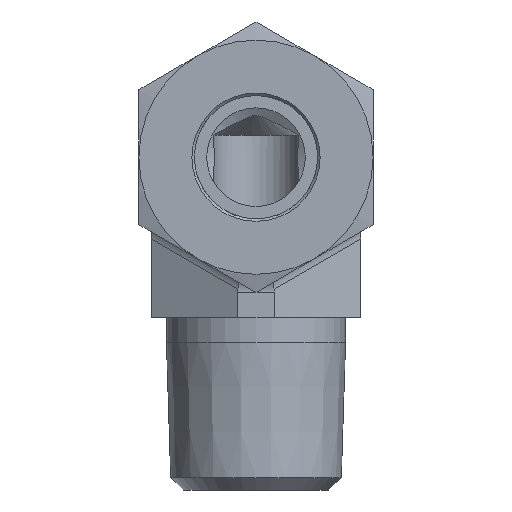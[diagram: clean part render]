
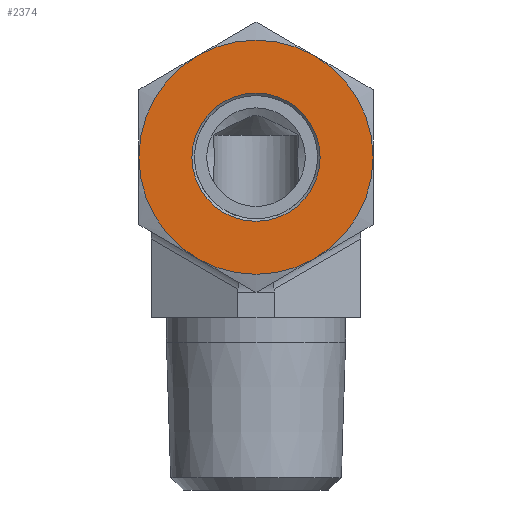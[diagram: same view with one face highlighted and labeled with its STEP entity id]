
A CAD part, front view. The second image highlights one B-rep face of the part: STEP entity #2374.
In plain terms, the highlighted face is planar.
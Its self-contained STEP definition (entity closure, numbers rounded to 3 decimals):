
#2278=CARTESIAN_POINT('',(5.2,0.,15.5));
#2279=VERTEX_POINT('',#2278);
#2280=CARTESIAN_POINT('',(0.0,0.0,15.5));
#2281=DIRECTION('',(0.0,0.0,1.0));
#2282=DIRECTION('',(-1.0,0.0,0.0));
#2283=AXIS2_PLACEMENT_3D('',#2280,#2281,#2282);
#2284=CIRCLE('',#2283,5.2);
#2285=EDGE_CURVE('',#2279,#2279,#2284,.T.);
#2310=CARTESIAN_POINT('',(0.,0.,15.5));
#2311=DIRECTION('',(0.0,0.0,1.0));
#2312=DIRECTION('',(1.0,0.0,0.0));
#2313=AXIS2_PLACEMENT_3D('',#2310,#2311,#2312);
#2314=PLANE('',#2313);
#2315=CARTESIAN_POINT('',(-4.75,-8.227,15.5));
#2316=VERTEX_POINT('',#2315);
#2317=CARTESIAN_POINT('',(4.75,-8.227,15.5));
#2318=VERTEX_POINT('',#2317);
#2319=CARTESIAN_POINT('',(0.0,0.0,15.5));
#2320=DIRECTION('',(0.0,0.0,1.0));
#2321=DIRECTION('',(-0.5,-0.866,0.0));
#2322=AXIS2_PLACEMENT_3D('',#2319,#2320,#2321);
#2323=CIRCLE('',#2322,9.5);
#2324=EDGE_CURVE('',#2316,#2318,#2323,.T.);
#2325=ORIENTED_EDGE('',*,*,#2324,.T.);
#2326=CARTESIAN_POINT('',(9.5,0.,15.5));
#2327=VERTEX_POINT('',#2326);
#2328=CARTESIAN_POINT('',(0.0,0.0,15.5));
#2329=DIRECTION('',(0.0,0.0,1.0));
#2330=DIRECTION('',(-0.5,-0.866,0.0));
#2331=AXIS2_PLACEMENT_3D('',#2328,#2329,#2330);
#2332=CIRCLE('',#2331,9.5);
#2333=EDGE_CURVE('',#2318,#2327,#2332,.T.);
#2334=ORIENTED_EDGE('',*,*,#2333,.T.);
#2335=CARTESIAN_POINT('',(4.75,8.227,15.5));
#2336=VERTEX_POINT('',#2335);
#2337=CARTESIAN_POINT('',(0.0,0.0,15.5));
#2338=DIRECTION('',(0.0,0.0,1.0));
#2339=DIRECTION('',(-0.5,-0.866,0.0));
#2340=AXIS2_PLACEMENT_3D('',#2337,#2338,#2339);
#2341=CIRCLE('',#2340,9.5);
#2342=EDGE_CURVE('',#2327,#2336,#2341,.T.);
#2343=ORIENTED_EDGE('',*,*,#2342,.T.);
#2344=CARTESIAN_POINT('',(-4.75,8.227,15.5));
#2345=VERTEX_POINT('',#2344);
#2346=CARTESIAN_POINT('',(0.0,0.0,15.5));
#2347=DIRECTION('',(0.0,0.0,1.0));
#2348=DIRECTION('',(-0.5,-0.866,0.0));
#2349=AXIS2_PLACEMENT_3D('',#2346,#2347,#2348);
#2350=CIRCLE('',#2349,9.5);
#2351=EDGE_CURVE('',#2336,#2345,#2350,.T.);
#2352=ORIENTED_EDGE('',*,*,#2351,.T.);
#2353=CARTESIAN_POINT('',(-9.5,0.0,15.5));
#2354=VERTEX_POINT('',#2353);
#2355=CARTESIAN_POINT('',(0.0,0.0,15.5));
#2356=DIRECTION('',(0.0,0.0,1.0));
#2357=DIRECTION('',(-0.5,-0.866,0.0));
#2358=AXIS2_PLACEMENT_3D('',#2355,#2356,#2357);
#2359=CIRCLE('',#2358,9.5);
#2360=EDGE_CURVE('',#2345,#2354,#2359,.T.);
#2361=ORIENTED_EDGE('',*,*,#2360,.T.);
#2362=CARTESIAN_POINT('',(0.0,0.0,15.5));
#2363=DIRECTION('',(0.0,0.0,1.0));
#2364=DIRECTION('',(-0.5,-0.866,0.0));
#2365=AXIS2_PLACEMENT_3D('',#2362,#2363,#2364);
#2366=CIRCLE('',#2365,9.5);
#2367=EDGE_CURVE('',#2354,#2316,#2366,.T.);
#2368=ORIENTED_EDGE('',*,*,#2367,.T.);
#2369=EDGE_LOOP('',(#2325,#2334,#2343,#2352,#2361,#2368));
#2370=FACE_OUTER_BOUND('',#2369,.T.);
#2371=ORIENTED_EDGE('',*,*,#2285,.F.);
#2372=EDGE_LOOP('',(#2371));
#2373=FACE_BOUND('',#2372,.T.);
#2374=ADVANCED_FACE('',(#2370,#2373),#2314,.T.);
